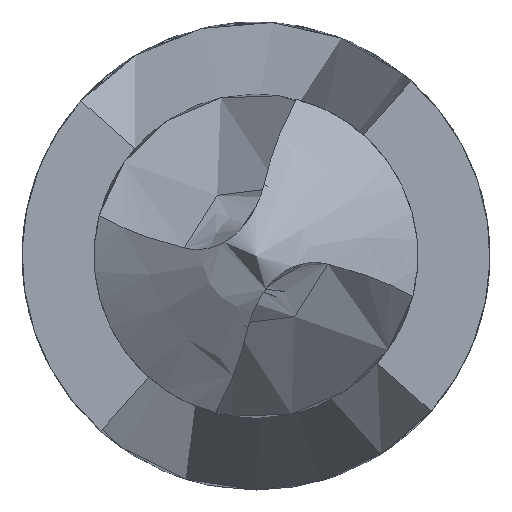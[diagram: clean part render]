
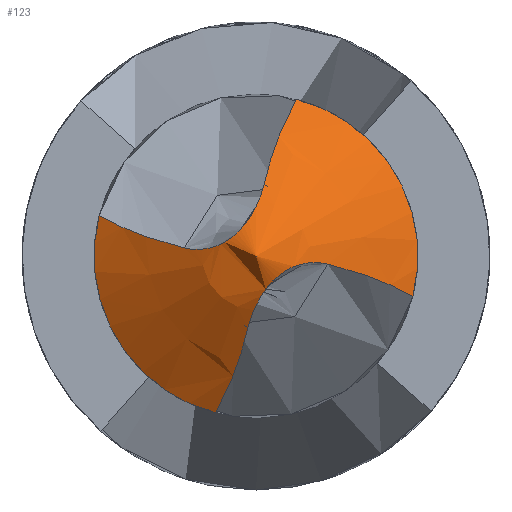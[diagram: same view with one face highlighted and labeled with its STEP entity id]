
A CAD part, front view. The second image highlights one B-rep face of the part: STEP entity #123.
In plain terms, the highlighted conical face has half-angle 60 degrees and reference radius 4.5 mm.
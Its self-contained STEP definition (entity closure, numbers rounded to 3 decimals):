
#123=ADVANCED_FACE('',(#160,#161),#162,.T.);
#160=FACE_BOUND('',#2986,.T.);
#161=FACE_OUTER_BOUND('',#2987,.T.);
#162=CONICAL_SURFACE('',#2988,4.5,1.047);
#2986=VERTEX_LOOP('',#4452);
#2987=EDGE_LOOP('',(#4453,#4454,#4455,#4456,#4457,#4458,#4459,#4460));
#2988=AXIS2_PLACEMENT_3D('',#4461,#4462,#4463);
#4452=VERTEX_POINT('',#4570);
#4453=ORIENTED_EDGE('',*,*,#4571,.T.);
#4454=ORIENTED_EDGE('',*,*,#4569,.T.);
#4455=ORIENTED_EDGE('',*,*,#4540,.T.);
#4456=ORIENTED_EDGE('',*,*,#4534,.T.);
#4457=ORIENTED_EDGE('',*,*,#4572,.T.);
#4458=ORIENTED_EDGE('',*,*,#4573,.F.);
#4459=ORIENTED_EDGE('',*,*,#4558,.T.);
#4460=ORIENTED_EDGE('',*,*,#4538,.T.);
#4461=CARTESIAN_POINT('',(0.0,-147.402,0.));
#4462=DIRECTION('',(-0.0,1.0,-0.0));
#4463=DIRECTION('',(0.0,0.0,1.0));
#4534=EDGE_CURVE('',#4600,#4598,#4601,.T.);
#4538=EDGE_CURVE('',#4608,#4606,#4609,.T.);
#4540=EDGE_CURVE('',#4611,#4600,#4612,.T.);
#4558=EDGE_CURVE('',#4642,#4608,#4643,.T.);
#4569=EDGE_CURVE('',#4654,#4611,#4658,.F.);
#4570=CARTESIAN_POINT('',(0.0,-150.0,0.));
#4571=EDGE_CURVE('',#4606,#4654,#4659,.T.);
#4572=EDGE_CURVE('',#4598,#4660,#4661,.T.);
#4573=EDGE_CURVE('',#4642,#4660,#4662,.F.);
#4598=VERTEX_POINT('',#4867);
#4600=VERTEX_POINT('',#4964);
#4601=B_SPLINE_CURVE_WITH_KNOTS('',3,(#4965,#4966,#4967,#4968,#4969,#4970,#4971,#4972,#4973,#4974,#4975,#4976,#4977,#4978,#4979,#4980),.UNSPECIFIED.,.F.,.F.,(4,2,2,2,2,2,2,4),(0.,0.001,0.001,0.002,0.002,0.002,0.003,0.003),.UNSPECIFIED.);
#4606=VERTEX_POINT('',#5089);
#4608=VERTEX_POINT('',#5186);
#4609=B_SPLINE_CURVE_WITH_KNOTS('',3,(#5187,#5188,#5189,#5190,#5191,#5192,#5193,#5194,#5195,#5196,#5197,#5198,#5199,#5200,#5201,#5202),.UNSPECIFIED.,.F.,.F.,(4,2,2,2,2,2,2,4),(0.,0.001,0.001,0.002,0.002,0.002,0.003,0.003),.UNSPECIFIED.);
#4611=VERTEX_POINT('',#5297);
#4612=B_SPLINE_CURVE_WITH_KNOTS('',3,(#5298,#5299,#5300,#5301),.UNSPECIFIED.,.F.,.F.,(4,4),(0.,0.003),.UNSPECIFIED.);
#4642=VERTEX_POINT('',#5711);
#4643=B_SPLINE_CURVE_WITH_KNOTS('',3,(#5712,#5713,#5714,#5715),.UNSPECIFIED.,.F.,.F.,(4,4),(0.,0.003),.UNSPECIFIED.);
#4654=VERTEX_POINT('',#5877);
#4658=CIRCLE('',#5924,4.5);
#4659=B_SPLINE_CURVE_WITH_KNOTS('',3,(#5925,#5926,#5927,#5928,#5929,#5930),.UNSPECIFIED.,.F.,.F.,(4,2,4),(0.,0.001,0.003),.UNSPECIFIED.);
#4660=VERTEX_POINT('',#5931);
#4661=B_SPLINE_CURVE_WITH_KNOTS('',3,(#5932,#5933,#5934,#5935,#5936,#5937),.UNSPECIFIED.,.F.,.F.,(4,2,4),(0.,0.001,0.003),.UNSPECIFIED.);
#4662=CIRCLE('',#5938,4.5);
#4867=CARTESIAN_POINT('',(-1.988,-148.845,0.223));
#4964=CARTESIAN_POINT('',(0.223,-148.845,1.988));
#4965=CARTESIAN_POINT('',(0.223,-148.845,1.988));
#4966=CARTESIAN_POINT('',(0.167,-148.99,1.742));
#4967=CARTESIAN_POINT('',(0.079,-149.131,1.509));
#4968=CARTESIAN_POINT('',(-0.105,-149.323,1.17));
#4969=CARTESIAN_POINT('',(-0.176,-149.384,1.058));
#4970=CARTESIAN_POINT('',(-0.338,-149.481,0.839));
#4971=CARTESIAN_POINT('',(-0.432,-149.517,0.731));
#4972=CARTESIAN_POINT('',(-0.589,-149.523,0.583));
#4973=CARTESIAN_POINT('',(-0.646,-149.517,0.535));
#4974=CARTESIAN_POINT('',(-0.76,-149.492,0.451));
#4975=CARTESIAN_POINT('',(-0.818,-149.472,0.413));
#4976=CARTESIAN_POINT('',(-0.998,-149.4,0.312));
#4977=CARTESIAN_POINT('',(-1.118,-149.337,0.264));
#4978=CARTESIAN_POINT('',(-1.49,-149.137,0.167));
#4979=CARTESIAN_POINT('',(-1.742,-148.99,0.167));
#4980=CARTESIAN_POINT('',(-1.988,-148.845,0.223));
#5089=CARTESIAN_POINT('',(1.988,-148.845,-0.223));
#5186=CARTESIAN_POINT('',(-0.223,-148.845,-1.988));
#5187=CARTESIAN_POINT('',(-0.223,-148.845,-1.988));
#5188=CARTESIAN_POINT('',(-0.167,-148.99,-1.742));
#5189=CARTESIAN_POINT('',(-0.079,-149.131,-1.509));
#5190=CARTESIAN_POINT('',(0.105,-149.323,-1.17));
#5191=CARTESIAN_POINT('',(0.176,-149.384,-1.058));
#5192=CARTESIAN_POINT('',(0.338,-149.481,-0.839));
#5193=CARTESIAN_POINT('',(0.432,-149.517,-0.731));
#5194=CARTESIAN_POINT('',(0.589,-149.523,-0.583));
#5195=CARTESIAN_POINT('',(0.646,-149.517,-0.535));
#5196=CARTESIAN_POINT('',(0.76,-149.492,-0.451));
#5197=CARTESIAN_POINT('',(0.818,-149.472,-0.413));
#5198=CARTESIAN_POINT('',(0.998,-149.4,-0.312));
#5199=CARTESIAN_POINT('',(1.118,-149.337,-0.264));
#5200=CARTESIAN_POINT('',(1.49,-149.137,-0.167));
#5201=CARTESIAN_POINT('',(1.742,-148.99,-0.167));
#5202=CARTESIAN_POINT('',(1.988,-148.845,-0.223));
#5297=CARTESIAN_POINT('',(1.119,-147.402,4.359));
#5298=CARTESIAN_POINT('',(1.119,-147.402,4.359));
#5299=CARTESIAN_POINT('',(0.712,-147.879,3.61));
#5300=CARTESIAN_POINT('',(0.41,-148.36,2.813));
#5301=CARTESIAN_POINT('',(0.223,-148.845,1.988));
#5711=CARTESIAN_POINT('',(-1.119,-147.402,-4.359));
#5712=CARTESIAN_POINT('',(-1.119,-147.402,-4.359));
#5713=CARTESIAN_POINT('',(-0.712,-147.879,-3.61));
#5714=CARTESIAN_POINT('',(-0.41,-148.36,-2.813));
#5715=CARTESIAN_POINT('',(-0.223,-148.845,-1.988));
#5877=CARTESIAN_POINT('',(4.359,-147.402,-1.119));
#5924=AXIS2_PLACEMENT_3D('',#6014,#6015,#6016);
#5925=CARTESIAN_POINT('',(1.988,-148.845,-0.223));
#5926=CARTESIAN_POINT('',(2.401,-148.602,-0.316));
#5927=CARTESIAN_POINT('',(2.805,-148.361,-0.438));
#5928=CARTESIAN_POINT('',(3.597,-147.881,-0.737));
#5929=CARTESIAN_POINT('',(3.984,-147.64,-0.915));
#5930=CARTESIAN_POINT('',(4.359,-147.402,-1.119));
#5931=CARTESIAN_POINT('',(-4.359,-147.402,1.119));
#5932=CARTESIAN_POINT('',(-1.988,-148.845,0.223));
#5933=CARTESIAN_POINT('',(-2.401,-148.602,0.316));
#5934=CARTESIAN_POINT('',(-2.805,-148.361,0.438));
#5935=CARTESIAN_POINT('',(-3.597,-147.881,0.737));
#5936=CARTESIAN_POINT('',(-3.984,-147.64,0.915));
#5937=CARTESIAN_POINT('',(-4.359,-147.402,1.119));
#5938=AXIS2_PLACEMENT_3D('',#6017,#6018,#6019);
#6014=CARTESIAN_POINT('',(0.0,-147.402,0.));
#6015=DIRECTION('',(0.0,1.0,0.));
#6016=DIRECTION('',(0.0,0.,1.0));
#6017=CARTESIAN_POINT('',(0.0,-147.402,0.));
#6018=DIRECTION('',(0.0,-1.0,0.));
#6019=DIRECTION('',(0.0,0.,-1.0));
